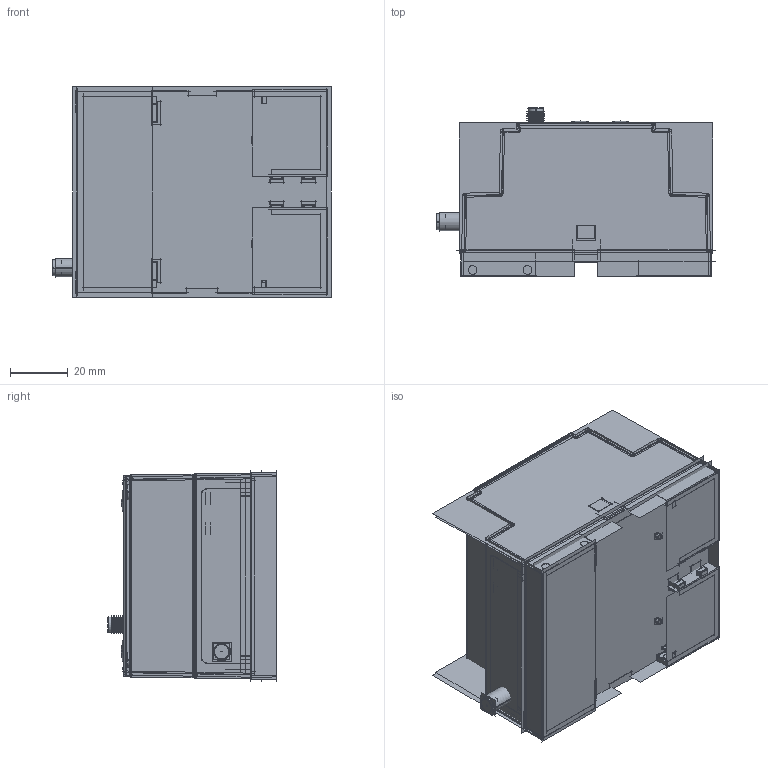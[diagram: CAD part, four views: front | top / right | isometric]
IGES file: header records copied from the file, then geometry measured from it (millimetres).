
Start section:  PTC IGES file: 208322.igs
Global section: file name: 208322.igs; native system: Creo Parametric by PTC Inc.; preprocessor: 2019292; author: PDMAdmin; organization: Unknown; date: 20220420.134252; units: millimetre
Bounding box: 96.38 x 58.51 x 72.8 mm (x, y, z)
Volume: 105133.3 mm3; surface area: 654119.4 mm2
Topology: 23 solids, 23 shells, 4970 faces, 27645 edges, 36555 vertices
Faces by surface type: bspline 3156, revolution 1814
